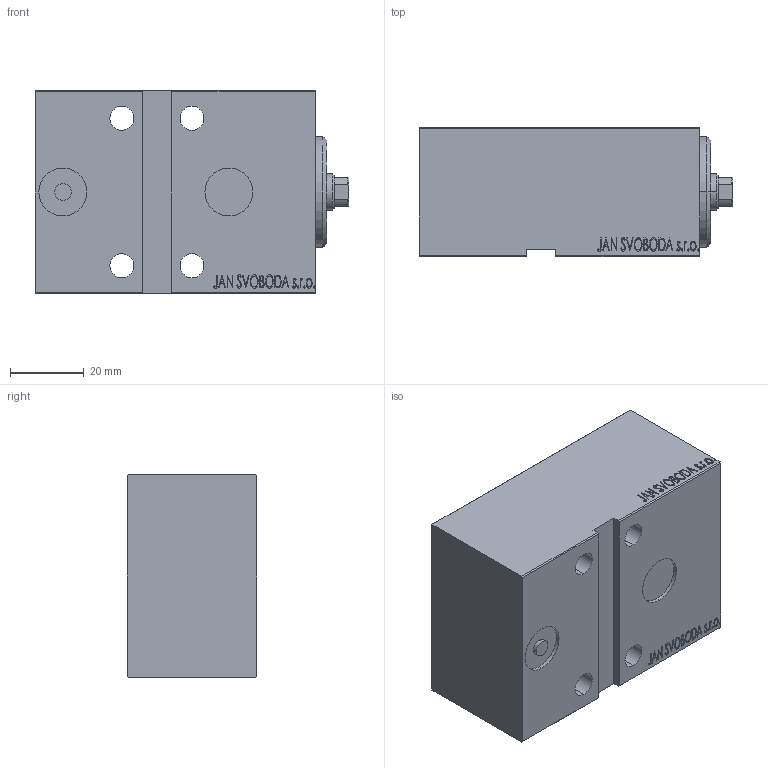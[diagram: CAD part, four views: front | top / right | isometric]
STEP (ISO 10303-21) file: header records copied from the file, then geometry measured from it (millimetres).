
FILE_DESCRIPTION (( 'STEP AP203' ), '1' );
FILE_NAME ('d365.STEP', '2024-02-12T12:51:28', ( '' ), ( '' ), 'SwSTEP 2.0', 'SolidWorks 2019', '' );
FILE_SCHEMA (( 'CONFIG_CONTROL_DESIGN' ));
Length unit declared in the file: millimetre
Products named in the file (4): V450CM_E_Body 5f5a0195b2290335472ab45e09e3eef0; d365; V450CM_E_VCP 5f5a0195b2290335472ab45e09e3eef0; V450CM_VC_B 5f5a0195b2290335472ab45e09e3eef0
Assembly tree (3 placements, depth 2):
  d365
    V450CM_E_Body 5f5a0195b2290335472ab45e09e3eef0
    V450CM_E_VCP 5f5a0195b2290335472ab45e09e3eef0
    V450CM_VC_B 5f5a0195b2290335472ab45e09e3eef0
Bounding box: 85 x 35 x 55 mm (x, y, z)
Volume: 138363.1 mm3; surface area: 31480.8 mm2
Topology: 3 solids, 3 shells, 852 faces, 2190 edges, 1453 vertices
Faces by surface type: plane 410, bspline 380, cylinder 48, cone 14
Entity records: 43006 total; most frequent: CARTESIAN_POINT 24359, ORIENTED_EDGE 4376, DIRECTION 2488, EDGE_CURVE 2188, VERTEX_POINT 1453, LINE 1308, VECTOR 1308, EDGE_LOOP 973
